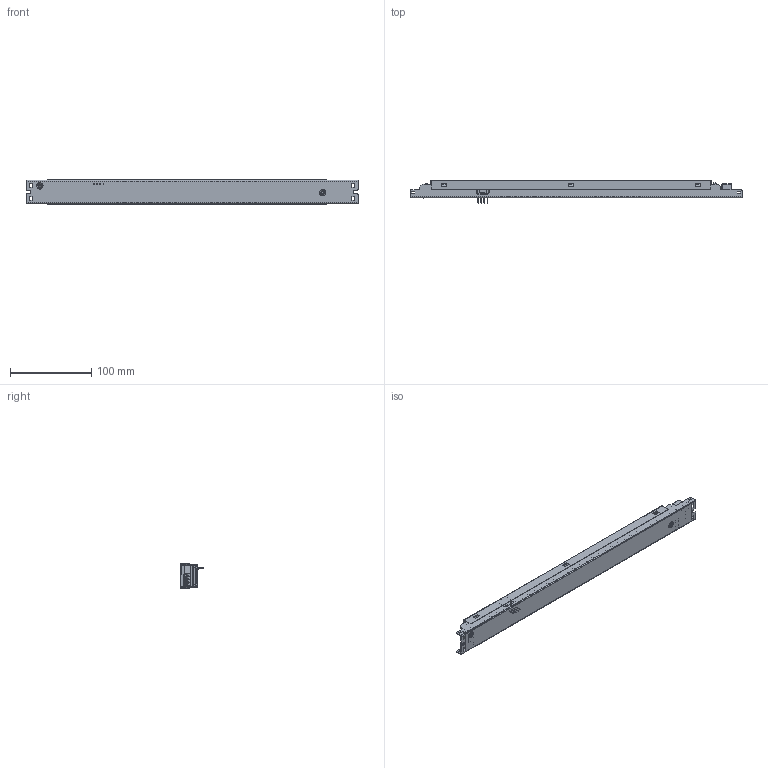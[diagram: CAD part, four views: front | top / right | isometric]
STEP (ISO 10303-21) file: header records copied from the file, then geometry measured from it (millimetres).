
FILE_DESCRIPTION((''),'2;1');
FILE_NAME('000-A6420_ASM','2017-08-17T',('Administrator'),(''),'PRO/ENGINEER BY PARAMETRIC TECHNOLOGY CORPORATION, 2007450','PRO/ENGINEER BY PARAMETRIC TECHNOLOGY CORPORATION, 2007450','');
FILE_SCHEMA(('CONFIG_CONTROL_DESIGN'));
Length unit declared in the file: millimetre
Products named in the file (18): MB_A6420; 3P5_TERMINAL; ______; KBP204GL; PTSA_0_5-8-2_5-Z-223010; 2P5_TERMINAL; ANTENNA-PCB; ANTENNA_SHELL; ANTENNA-NFC-ASSY_ASM; PLACEMENT_A6420_ASM; TOP_COVER_A6420; INSULATING_TRIP_A6420; BOTTOM_COVER_A6420; CROSS_RECESSED_PAN_HEAD_TAPPING; LOCK_SPRING; PCB_MOUNT; PCB_MOUNT_1; 000-A6420_ASM
Assembly tree (36 placements, depth 4):
  000-A6420_ASM
    PLACEMENT_A6420_ASM
      MB_A6420
      3P5_TERMINAL  x19
      ______  x2
      KBP204GL
      PTSA_0_5-8-2_5-Z-223010
      2P5_TERMINAL
      ANTENNA-NFC-ASSY_ASM
        ANTENNA-PCB
        ANTENNA_SHELL
    TOP_COVER_A6420
    INSULATING_TRIP_A6420
    BOTTOM_COVER_A6420
    CROSS_RECESSED_PAN_HEAD_TAPPING
    LOCK_SPRING
    PCB_MOUNT
    PCB_MOUNT_1
Bounding box: 408 x 29.25 x 30 mm (x, y, z)
Volume: 60816.1 mm3; surface area: 203451.4 mm2
Topology: 36 solids, 36 shells, 1711 faces, 4388 edges, 2818 vertices
Faces by surface type: plane 1391, cylinder 268, cone 22, torus 22, sphere 6, bspline 2
Entity records: 34248 total; most frequent: CARTESIAN_POINT 6434, ORIENTED_EDGE 5712, DIRECTION 5651, EDGE_CURVE 2856, VECTOR 2209, LINE 2209, VERTEX_POINT 1798, AXIS2_PLACEMENT_3D 1721
